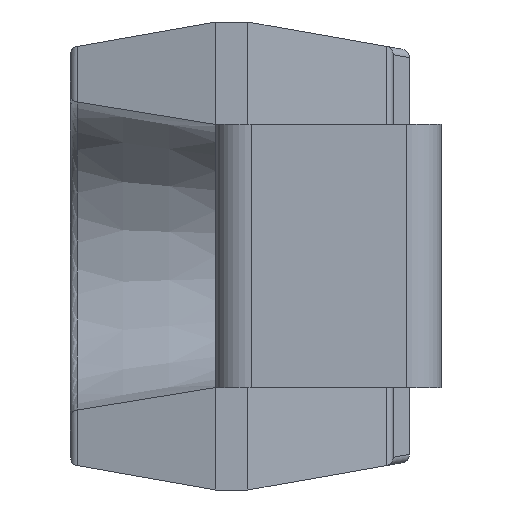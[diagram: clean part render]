
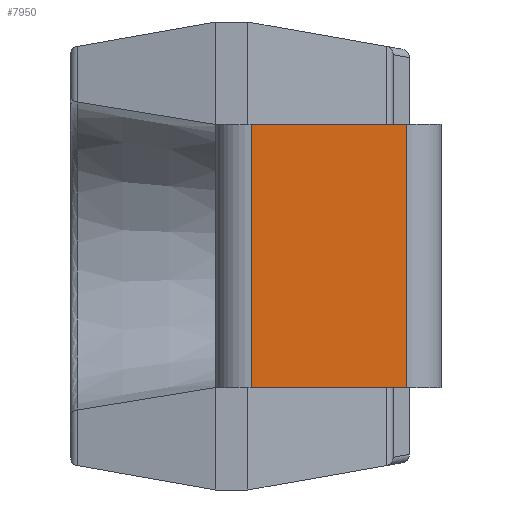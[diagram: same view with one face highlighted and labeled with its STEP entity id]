
A CAD part, left-side view. The second image highlights one B-rep face of the part: STEP entity #7950.
In plain terms, the highlighted planar face has unit normal (-1, 0, 0).
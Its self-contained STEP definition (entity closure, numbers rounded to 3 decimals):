
#3 = CARTESIAN_POINT ( 'NONE',  ( -2.6, 0.981, 0.815 ) ) ;
#16 = VERTEX_POINT ( 'NONE', #8058 ) ;
#435 = ORIENTED_EDGE ( 'NONE', *, *, #8311, .T. ) ;
#676 = DIRECTION ( 'NONE',  ( 0., 1., 0. ) ) ;
#796 = FACE_OUTER_BOUND ( 'NONE', #6975, .T. ) ;
#801 = ORIENTED_EDGE ( 'NONE', *, *, #8142, .F. ) ;
#973 = VECTOR ( 'NONE', #676, 1000. ) ;
#1170 = EDGE_CURVE ( 'NONE', #16, #6861, #3973, .T. ) ;
#1175 = VECTOR ( 'NONE', #4590, 1000. ) ;
#1399 = DIRECTION ( 'NONE',  ( 1., 0., 0. ) ) ;
#1884 = CARTESIAN_POINT ( 'NONE',  ( -2.6, 0.019, 0.815 ) ) ;
#2108 = CARTESIAN_POINT ( 'NONE',  ( -2.6, 0.981, 0.815 ) ) ;
#2491 = ORIENTED_EDGE ( 'NONE', *, *, #4325, .T. ) ;
#2705 = DIRECTION ( 'NONE',  ( 0., 0., 1. ) ) ;
#3425 = LINE ( 'NONE', #5892, #3707 ) ;
#3707 = VECTOR ( 'NONE', #5423, 1000. ) ;
#3807 = LINE ( 'NONE', #7041, #1175 ) ;
#3956 = AXIS2_PLACEMENT_3D ( 'NONE', #3, #1399, #2705 ) ;
#3973 = LINE ( 'NONE', #4622, #973 ) ;
#4114 = DIRECTION ( 'NONE',  ( 0., 0., -1. ) ) ;
#4325 = EDGE_CURVE ( 'NONE', #7920, #7741, #3425, .T. ) ;
#4590 = DIRECTION ( 'NONE',  ( 0., 0., -1. ) ) ;
#4622 = CARTESIAN_POINT ( 'NONE',  ( -2.6, 0.981, -0.815 ) ) ;
#4814 = CARTESIAN_POINT ( 'NONE',  ( -2.6, 0.981, 0.815 ) ) ;
#5423 = DIRECTION ( 'NONE',  ( 0., 1., 0. ) ) ;
#5451 = PLANE ( 'NONE',  #3956 ) ;
#5620 = VECTOR ( 'NONE', #4114, 1000. ) ;
#5892 = CARTESIAN_POINT ( 'NONE',  ( -2.6, 0.981, 0.815 ) ) ;
#6296 = CARTESIAN_POINT ( 'NONE',  ( -2.6, 0.981, -0.815 ) ) ;
#6861 = VERTEX_POINT ( 'NONE', #6296 ) ;
#6975 = EDGE_LOOP ( 'NONE', ( #8356, #801, #2491, #435 ) ) ;
#7041 = CARTESIAN_POINT ( 'NONE',  ( -2.6, 0.019, 0.815 ) ) ;
#7741 = VERTEX_POINT ( 'NONE', #4814 ) ;
#7920 = VERTEX_POINT ( 'NONE', #1884 ) ;
#7950 = ADVANCED_FACE ( 'NONE', ( #796 ), #5451, .F. ) ;
#8058 = CARTESIAN_POINT ( 'NONE',  ( -2.6, 0.019, -0.815 ) ) ;
#8073 = LINE ( 'NONE', #2108, #5620 ) ;
#8142 = EDGE_CURVE ( 'NONE', #7920, #16, #3807, .T. ) ;
#8311 = EDGE_CURVE ( 'NONE', #7741, #6861, #8073, .T. ) ;
#8356 = ORIENTED_EDGE ( 'NONE', *, *, #1170, .F. ) ;
